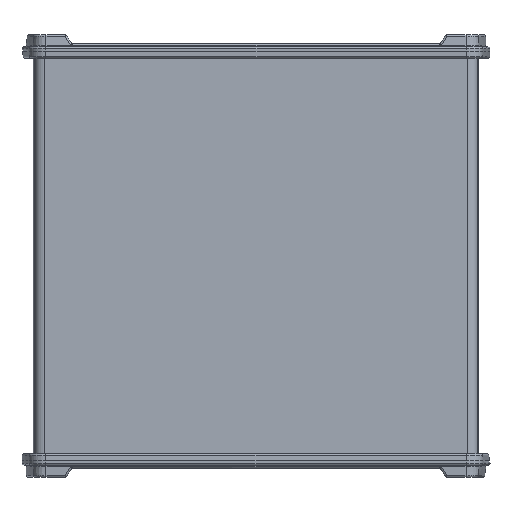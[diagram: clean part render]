
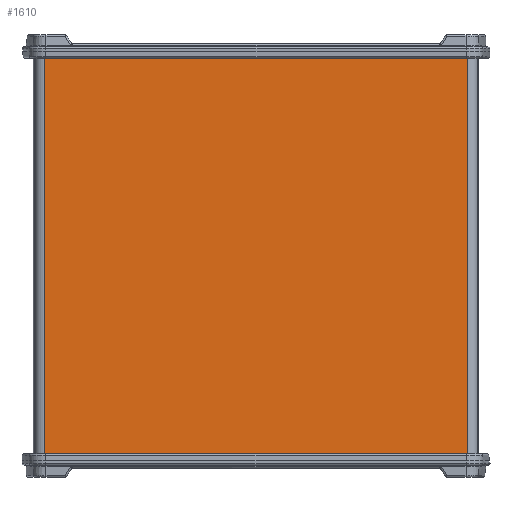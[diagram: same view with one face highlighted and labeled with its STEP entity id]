
A CAD part, front view. The second image highlights one B-rep face of the part: STEP entity #1610.
In plain terms, the highlighted planar face has unit normal (0, -1, 0).
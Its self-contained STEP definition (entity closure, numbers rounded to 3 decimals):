
#115 = EDGE_CURVE ( 'NONE', #2073, #37003, #16869, .T. ) ;
#1060 = DIRECTION ( 'NONE',  ( 0., 1., 0. ) ) ;
#1610 = ADVANCED_FACE ( 'NONE', ( #21866 ), #40845, .F. ) ;
#1797 = DIRECTION ( 'NONE',  ( 1., 0., 0. ) ) ;
#2073 = VERTEX_POINT ( 'NONE', #34905 ) ;
#4284 = CARTESIAN_POINT ( 'NONE',  ( -105.384, -57.75, 100. ) ) ;
#5562 = ORIENTED_EDGE ( 'NONE', *, *, #38255, .T. ) ;
#6154 = VECTOR ( 'NONE', #27889, 1000. ) ;
#7618 = DIRECTION ( 'NONE',  ( 1., 0., 0. ) ) ;
#9027 = VECTOR ( 'NONE', #1797, 1000. ) ;
#9118 = LINE ( 'NONE', #37692, #18003 ) ;
#13949 = CARTESIAN_POINT ( 'NONE',  ( 105.384, -57.75, -100. ) ) ;
#15045 = LINE ( 'NONE', #31200, #6154 ) ;
#16065 = ORIENTED_EDGE ( 'NONE', *, *, #115, .T. ) ;
#16181 = LINE ( 'NONE', #25222, #33834 ) ;
#16869 = LINE ( 'NONE', #25224, #9027 ) ;
#17342 = EDGE_LOOP ( 'NONE', ( #16065, #28728, #42539, #5562 ) ) ;
#17915 = VERTEX_POINT ( 'NONE', #21328 ) ;
#18003 = VECTOR ( 'NONE', #7618, 1000. ) ;
#21328 = CARTESIAN_POINT ( 'NONE',  ( 105.384, -57.75, 100. ) ) ;
#21853 = DIRECTION ( 'NONE',  ( 0., 0., -1. ) ) ;
#21866 = FACE_OUTER_BOUND ( 'NONE', #17342, .T. ) ;
#24339 = DIRECTION ( 'NONE',  ( 0., 0., 1. ) ) ;
#25222 = CARTESIAN_POINT ( 'NONE',  ( 105.384, -57.75, 100. ) ) ;
#25224 = CARTESIAN_POINT ( 'NONE',  ( -105.384, -57.75, -100. ) ) ;
#26297 = AXIS2_PLACEMENT_3D ( 'NONE', #34151, #1060, #24339 ) ;
#27889 = DIRECTION ( 'NONE',  ( 0., 0., -1. ) ) ;
#28728 = ORIENTED_EDGE ( 'NONE', *, *, #31250, .F. ) ;
#31200 = CARTESIAN_POINT ( 'NONE',  ( -105.384, -57.75, 100. ) ) ;
#31250 = EDGE_CURVE ( 'NONE', #17915, #37003, #16181, .T. ) ;
#33834 = VECTOR ( 'NONE', #21853, 1000. ) ;
#34151 = CARTESIAN_POINT ( 'NONE',  ( -105.384, -57.75, 100. ) ) ;
#34905 = CARTESIAN_POINT ( 'NONE',  ( -105.384, -57.75, -100. ) ) ;
#37003 = VERTEX_POINT ( 'NONE', #13949 ) ;
#37692 = CARTESIAN_POINT ( 'NONE',  ( -105.384, -57.75, 100. ) ) ;
#38255 = EDGE_CURVE ( 'NONE', #39449, #2073, #15045, .T. ) ;
#39449 = VERTEX_POINT ( 'NONE', #4284 ) ;
#40845 = PLANE ( 'NONE',  #26297 ) ;
#40947 = EDGE_CURVE ( 'NONE', #39449, #17915, #9118, .T. ) ;
#42539 = ORIENTED_EDGE ( 'NONE', *, *, #40947, .F. ) ;
